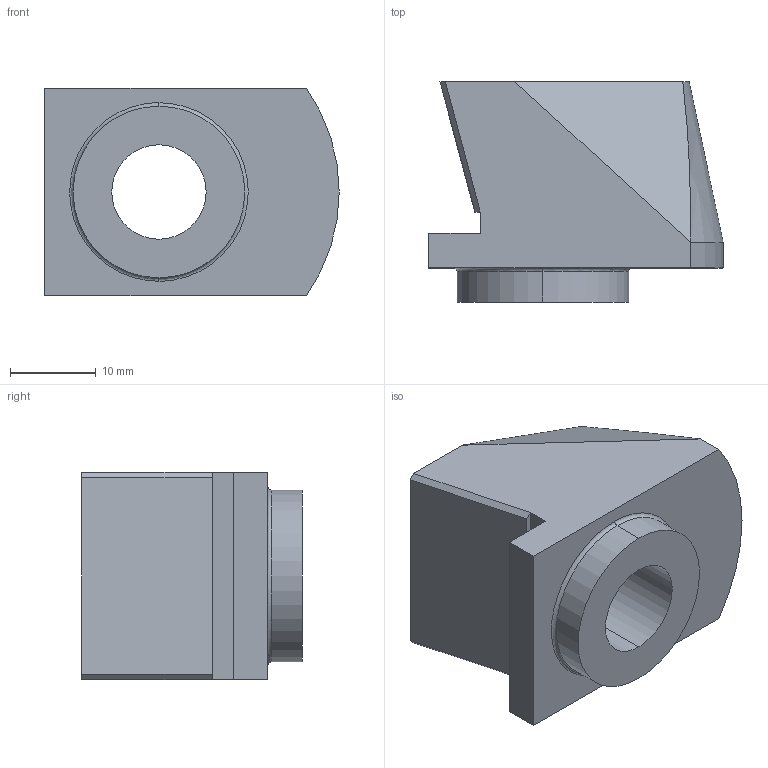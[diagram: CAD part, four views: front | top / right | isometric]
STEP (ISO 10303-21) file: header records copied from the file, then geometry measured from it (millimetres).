
FILE_DESCRIPTION (( 'STEP AP214' ), '1' );
FILE_NAME ('1703.300.stp', '2018-03-26T11:57:00', ( '' ), ( '' ), 'SwSTEP 2.0', 'SolidWorks 2016', '' );
FILE_SCHEMA (( 'AUTOMOTIVE_DESIGN' ));
Length unit declared in the file: millimetre
Products named in the file (1): 1703.300
Bounding box: 34.3 x 25.7 x 24.15 mm (x, y, z)
Volume: 11616.7 mm3; surface area: 4797.3 mm2
Topology: 1 solids, 1 shells, 26 faces, 62 edges, 40 vertices
Faces by surface type: plane 15, cylinder 7, bspline 2, cone 2
Entity records: 995 total; most frequent: CARTESIAN_POINT 351, DIRECTION 127, ORIENTED_EDGE 124, EDGE_CURVE 62, AXIS2_PLACEMENT_3D 44, VERTEX_POINT 40, LINE 39, VECTOR 39
